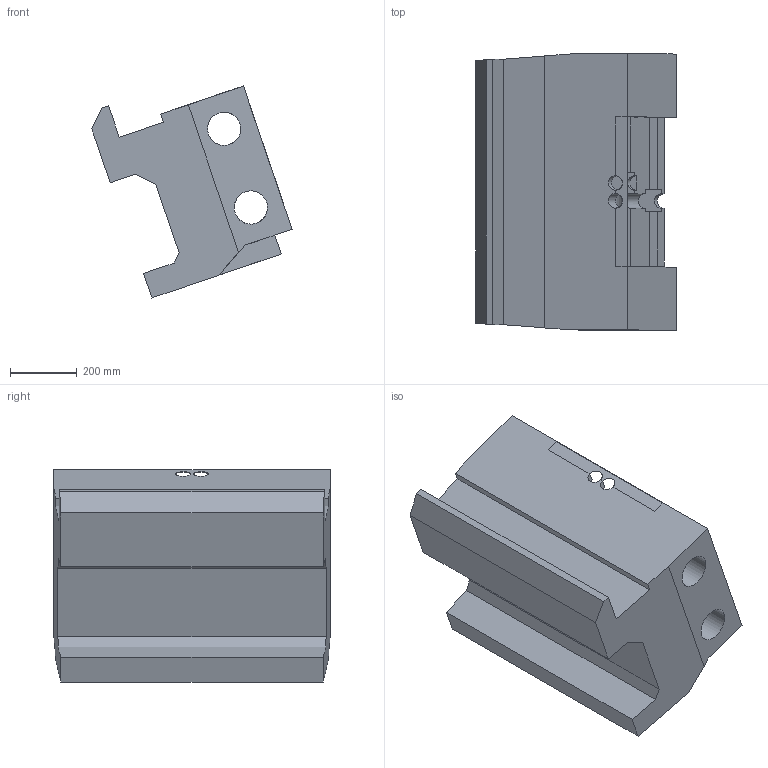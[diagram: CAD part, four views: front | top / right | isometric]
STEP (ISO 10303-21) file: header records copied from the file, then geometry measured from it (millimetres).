
FILE_DESCRIPTION(('FreeCAD Model'),'2;1');
FILE_NAME('Open CASCADE Shape Model','2025-01-08T00:00:35',('FreeCAD'),( 'FreeCAD'),'Open CASCADE STEP processor 7.6','FreeCAD','Unknown');
FILE_SCHEMA(('AUTOMOTIVE_DESIGN { 1 0 10303 214 1 1 1 1 }'));
Length unit declared in the file: millimetre
Products named in the file (1): Open CASCADE STEP translator 7.6 1
Bounding box: 601.19 x 829 x 636.49 mm (x, y, z)
Volume: 136813939.6 mm3; surface area: 2771659.2 mm2
Topology: 1 solids, 1 shells, 74 faces, 254 edges, 176 vertices
Faces by surface type: plane 64, cylinder 10
Full cylindrical faces by diameter (mm): 44 x2, 50 x1, 100 x4
Entity records: 6174 total; most frequent: CARTESIAN_POINT 1122, DIRECTION 950, LINE 641, VECTOR 641, ORIENTED_EDGE 508, PCURVE 508, DEFINITIONAL_REPRESENTATION 508, EDGE_CURVE 254
